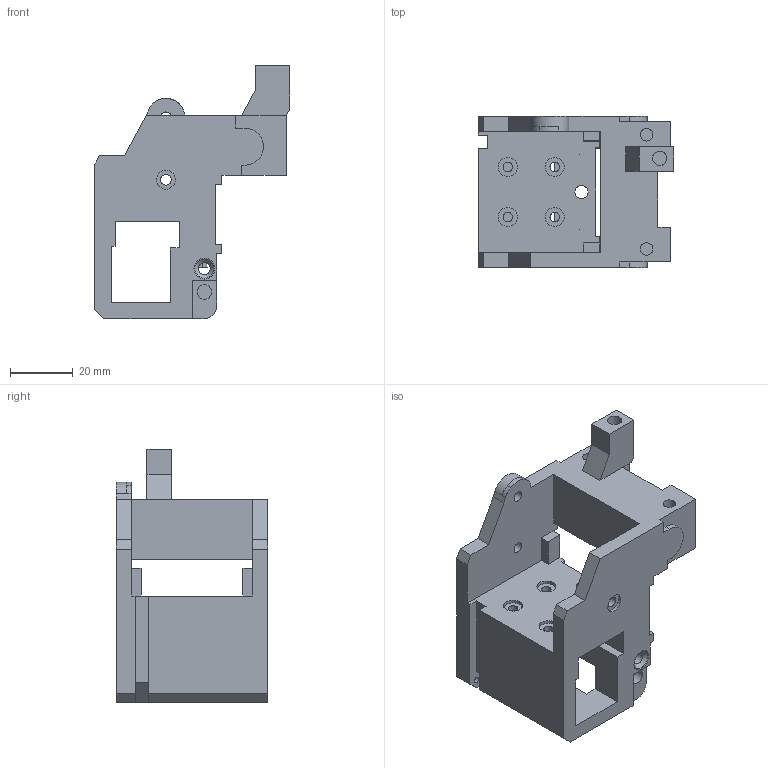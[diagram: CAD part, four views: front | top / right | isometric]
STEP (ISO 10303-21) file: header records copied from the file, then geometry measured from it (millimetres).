
FILE_DESCRIPTION(('FreeCAD Model'),'2;1');
FILE_NAME('Open CASCADE Shape Model','1974-01-01T00:00:00',(''),(''), 'Open CASCADE STEP processor 7.7','FreeCAD','Unknown');
FILE_SCHEMA(('AUTOMOTIVE_DESIGN { 1 0 10303 214 1 1 1 1 }'));
Length unit declared in the file: millimetre
Products named in the file (1): k1_toolhead_step
Bounding box: 62.42 x 48.4 x 81 mm (x, y, z)
Volume: 57761.3 mm3; surface area: 24845.7 mm2
Topology: 1 solids, 1 shells, 174 faces, 496 edges, 341 vertices
Faces by surface type: plane 126, cylinder 42, torus 4, cone 2
Full cylindrical faces by diameter (mm): 1.9 x2, 3 x6, 3.2 x2, 3.4 x3, 3.8 x2, 4 x2, 4.2 x3, 4.6 x7, 6 x1, 6.1 x4, 6.2 x2
Entity records: 5795 total; most frequent: CARTESIAN_POINT 1058, ORIENTED_EDGE 992, DIRECTION 961, EDGE_CURVE 496, VERTEX_POINT 341, LINE 341, VECTOR 341, AXIS2_PLACEMENT_3D 310
